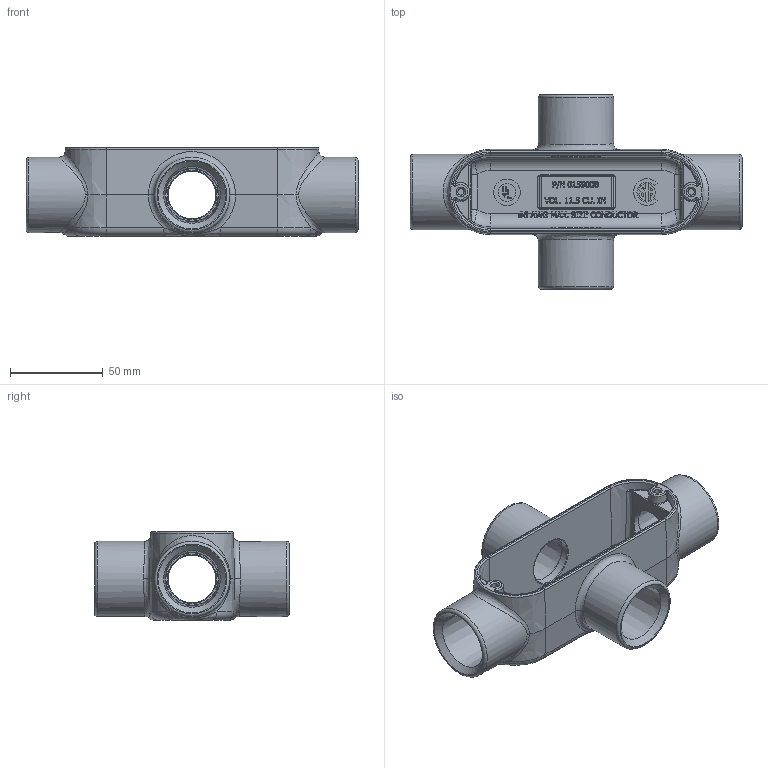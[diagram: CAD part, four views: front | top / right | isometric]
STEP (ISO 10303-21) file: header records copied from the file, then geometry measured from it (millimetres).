
FILE_DESCRIPTION(/* description */ (''),/* implementation_level */ '2;1');
FILE_NAME(/* name */ 'KIL_OX-3.stp',/* time_stamp */ '2020-01-08T11:03:53+06:00',/* author */ ('kr'),/* organization */ (''),/* preprocessor_version */ 'ST-DEVELOPER v16.13',/* originating_system */ 'Autodesk Inventor 2018',/* authorisation */ '');
FILE_SCHEMA (('AUTOMOTIVE_DESIGN { 1 0 10303 214 3 1 1 }'));
Length unit declared in the file: inch
Products named in the file (1): 11714
Bounding box: 178.59 x 104.78 x 47.62 mm (x, y, z)
Volume: 124394.9 mm3; surface area: 59075.1 mm2
Topology: 1 solids, 1 shells, 1113 faces, 2995 edges, 1930 vertices
Faces by surface type: plane 581, bspline 383, cylinder 69, torus 48, cone 28, sphere 4
Full cylindrical faces by diameter (mm): 9.533 x1, 14.3 x1, 25.73 x4, 40.481 x4
Entity records: 39151 total; most frequent: CARTESIAN_POINT 13852, ORIENTED_EDGE 5866, DIRECTION 4009, EDGE_CURVE 2933, VERTEX_POINT 1926, LINE 1813, VECTOR 1813, EDGE_LOOP 1225
